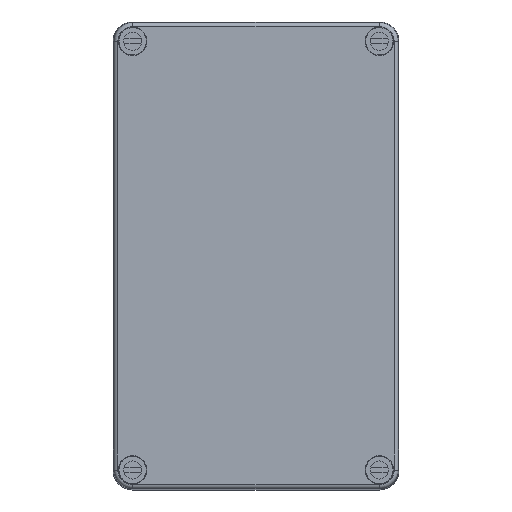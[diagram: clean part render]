
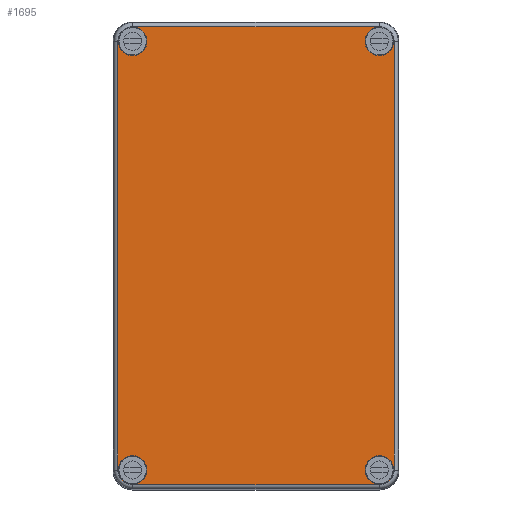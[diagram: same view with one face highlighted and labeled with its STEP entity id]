
A CAD part, top view. The second image highlights one B-rep face of the part: STEP entity #1695.
In plain terms, the highlighted planar face has unit normal (0, 0, 1).
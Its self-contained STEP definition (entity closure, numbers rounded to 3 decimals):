
#1695 = ADVANCED_FACE( '', ( #3521, #3522, #3523, #3524, #3525 ), #3526, .F. );
#3521 = FACE_BOUND( '', #5386, .T. );
#3522 = FACE_BOUND( '', #5387, .T. );
#3523 = FACE_BOUND( '', #5388, .T. );
#3524 = FACE_BOUND( '', #5389, .T. );
#3525 = FACE_OUTER_BOUND( '', #5390, .T. );
#3526 = PLANE( '', #5391 );
#5386 = EDGE_LOOP( '', ( #10090 ) );
#5387 = EDGE_LOOP( '', ( #10091 ) );
#5388 = EDGE_LOOP( '', ( #10092 ) );
#5389 = EDGE_LOOP( '', ( #10093 ) );
#5390 = EDGE_LOOP( '', ( #10094, #10095, #10096, #10097, #10098, #10099, #10100, #10101 ) );
#5391 = AXIS2_PLACEMENT_3D( '', #10102, #10103, #10104 );
#10090 = ORIENTED_EDGE( '', *, *, #11815, .F. );
#10091 = ORIENTED_EDGE( '', *, *, #12358, .F. );
#10092 = ORIENTED_EDGE( '', *, *, #12434, .F. );
#10093 = ORIENTED_EDGE( '', *, *, #12404, .F. );
#10094 = ORIENTED_EDGE( '', *, *, #12025, .T. );
#10095 = ORIENTED_EDGE( '', *, *, #10781, .F. );
#10096 = ORIENTED_EDGE( '', *, *, #10608, .T. );
#10097 = ORIENTED_EDGE( '', *, *, #12435, .T. );
#10098 = ORIENTED_EDGE( '', *, *, #12310, .F. );
#10099 = ORIENTED_EDGE( '', *, *, #11654, .T. );
#10100 = ORIENTED_EDGE( '', *, *, #12032, .F. );
#10101 = ORIENTED_EDGE( '', *, *, #11754, .F. );
#10102 = CARTESIAN_POINT( '', ( -53.173, 82.5, 39. ) );
#10103 = DIRECTION( '', ( 0., 0., -1. ) );
#10104 = DIRECTION( '', ( -1., 0., 0. ) );
#10608 = EDGE_CURVE( '', #12566, #12567, #12568, .T. );
#10781 = EDGE_CURVE( '', #12566, #12868, #12871, .T. );
#11654 = EDGE_CURVE( '', #14304, #14302, #14305, .T. );
#11754 = EDGE_CURVE( '', #14447, #14445, #14449, .T. );
#11815 = EDGE_CURVE( '', #14529, #14529, #14530, .T. );
#12025 = EDGE_CURVE( '', #14447, #12868, #14805, .T. );
#12032 = EDGE_CURVE( '', #14445, #14302, #14813, .T. );
#12310 = EDGE_CURVE( '', #14304, #15152, #15153, .T. );
#12358 = EDGE_CURVE( '', #15205, #15205, #15206, .T. );
#12404 = EDGE_CURVE( '', #15253, #15253, #15254, .T. );
#12434 = EDGE_CURVE( '', #15284, #15284, #15285, .T. );
#12435 = EDGE_CURVE( '', #12567, #15152, #15286, .T. );
#12566 = VERTEX_POINT( '', #15445 );
#12567 = VERTEX_POINT( '', #15446 );
#12568 = CIRCLE( '', #15447, 5.673 );
#12868 = VERTEX_POINT( '', #15848 );
#12871 = LINE( '', #15852, #15853 );
#14302 = VERTEX_POINT( '', #17808 );
#14304 = VERTEX_POINT( '', #17810 );
#14305 = LINE( '', #17811, #17812 );
#14445 = VERTEX_POINT( '', #17987 );
#14447 = VERTEX_POINT( '', #17989 );
#14449 = LINE( '', #17991, #17992 );
#14529 = VERTEX_POINT( '', #18099 );
#14530 = CIRCLE( '', #18100, 5.5 );
#14805 = CIRCLE( '', #18516, 5.673 );
#14813 = CIRCLE( '', #18525, 5.673 );
#15152 = VERTEX_POINT( '', #18983 );
#15153 = CIRCLE( '', #18984, 5.673 );
#15205 = VERTEX_POINT( '', #19050 );
#15206 = CIRCLE( '', #19051, 5.5 );
#15253 = VERTEX_POINT( '', #19115 );
#15254 = CIRCLE( '', #19116, 5.5 );
#15284 = VERTEX_POINT( '', #19156 );
#15285 = CIRCLE( '', #19157, 5.5 );
#15286 = LINE( '', #19158, #19159 );
#15445 = CARTESIAN_POINT( '', ( 53.173, 82.5, 39. ) );
#15446 = CARTESIAN_POINT( '', ( 47.5, 88.173, 39. ) );
#15447 = AXIS2_PLACEMENT_3D( '', #19269, #19270, #19271 );
#15848 = CARTESIAN_POINT( '', ( 53.173, -82.5, 39. ) );
#15852 = CARTESIAN_POINT( '', ( 53.173, 82.5, 39. ) );
#15853 = VECTOR( '', #19491, 1000. );
#17808 = CARTESIAN_POINT( '', ( -53.173, -82.5, 39. ) );
#17810 = CARTESIAN_POINT( '', ( -53.173, 82.5, 39. ) );
#17811 = CARTESIAN_POINT( '', ( -53.173, 82.5, 39. ) );
#17812 = VECTOR( '', #20659, 1000. );
#17987 = CARTESIAN_POINT( '', ( -47.5, -88.173, 39. ) );
#17989 = CARTESIAN_POINT( '', ( 47.5, -88.173, 39. ) );
#17991 = CARTESIAN_POINT( '', ( 47.5, -88.173, 39. ) );
#17992 = VECTOR( '', #20827, 1000. );
#18099 = CARTESIAN_POINT( '', ( -42., -82.5, 39. ) );
#18100 = AXIS2_PLACEMENT_3D( '', #20894, #20895, #20896 );
#18516 = AXIS2_PLACEMENT_3D( '', #21153, #21154, #21155 );
#18525 = AXIS2_PLACEMENT_3D( '', #21163, #21164, #21165 );
#18983 = CARTESIAN_POINT( '', ( -47.5, 88.173, 39. ) );
#18984 = AXIS2_PLACEMENT_3D( '', #21414, #21415, #21416 );
#19050 = CARTESIAN_POINT( '', ( 53., -82.5, 39. ) );
#19051 = AXIS2_PLACEMENT_3D( '', #21473, #21474, #21475 );
#19115 = CARTESIAN_POINT( '', ( 53., 82.5, 39. ) );
#19116 = AXIS2_PLACEMENT_3D( '', #21493, #21494, #21495 );
#19156 = CARTESIAN_POINT( '', ( -42., 82.5, 39. ) );
#19157 = AXIS2_PLACEMENT_3D( '', #21506, #21507, #21508 );
#19158 = CARTESIAN_POINT( '', ( 47.5, 88.173, 39. ) );
#19159 = VECTOR( '', #21509, 1000. );
#19269 = CARTESIAN_POINT( '', ( 47.5, 82.5, 39. ) );
#19270 = DIRECTION( '', ( 0., 0., 1. ) );
#19271 = DIRECTION( '', ( 1., 0., 0. ) );
#19491 = DIRECTION( '', ( 0., -1., 0. ) );
#20659 = DIRECTION( '', ( 0., -1., 0. ) );
#20827 = DIRECTION( '', ( -1., 0., 0. ) );
#20894 = CARTESIAN_POINT( '', ( -47.5, -82.5, 39. ) );
#20895 = DIRECTION( '', ( 0., 0., 1. ) );
#20896 = DIRECTION( '', ( 1., 0., 0. ) );
#21153 = CARTESIAN_POINT( '', ( 47.5, -82.5, 39. ) );
#21154 = DIRECTION( '', ( 0., 0., 1. ) );
#21155 = DIRECTION( '', ( 1., 0., 0. ) );
#21163 = CARTESIAN_POINT( '', ( -47.5, -82.5, 39. ) );
#21164 = DIRECTION( '', ( 0., 0., -1. ) );
#21165 = DIRECTION( '', ( -1., 0., 0. ) );
#21414 = CARTESIAN_POINT( '', ( -47.5, 82.5, 39. ) );
#21415 = DIRECTION( '', ( 0., 0., -1. ) );
#21416 = DIRECTION( '', ( -1., 0., 0. ) );
#21473 = CARTESIAN_POINT( '', ( 47.5, -82.5, 39. ) );
#21474 = DIRECTION( '', ( 0., 0., 1. ) );
#21475 = DIRECTION( '', ( 1., 0., 0. ) );
#21493 = CARTESIAN_POINT( '', ( 47.5, 82.5, 39. ) );
#21494 = DIRECTION( '', ( 0., 0., 1. ) );
#21495 = DIRECTION( '', ( 1., 0., 0. ) );
#21506 = CARTESIAN_POINT( '', ( -47.5, 82.5, 39. ) );
#21507 = DIRECTION( '', ( 0., 0., 1. ) );
#21508 = DIRECTION( '', ( 1., 0., 0. ) );
#21509 = DIRECTION( '', ( -1., 0., 0. ) );
